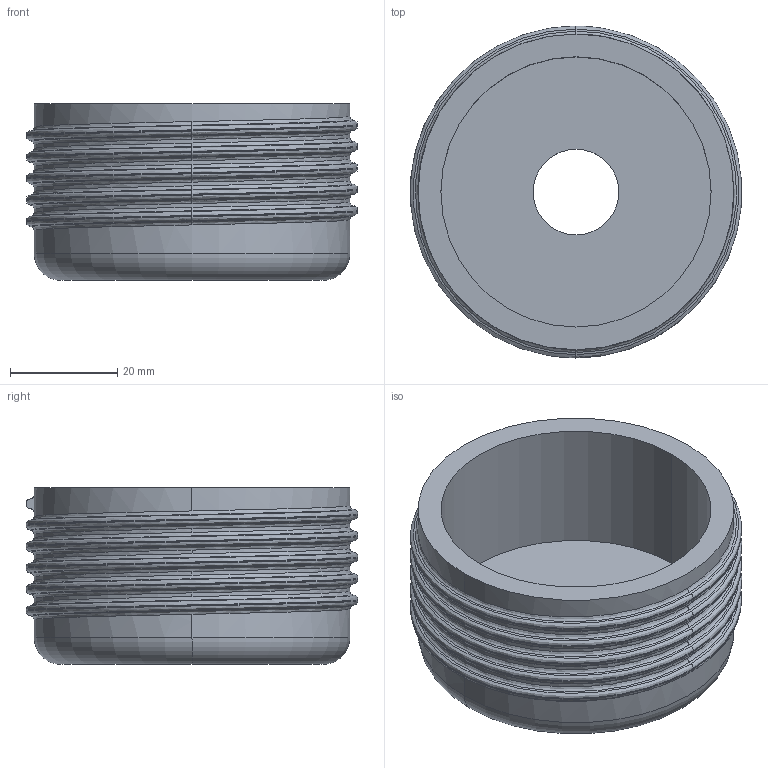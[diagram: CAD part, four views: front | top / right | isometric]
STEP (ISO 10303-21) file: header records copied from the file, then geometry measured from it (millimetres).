
FILE_DESCRIPTION(('CATIA V5 STEP Exchange'),'2;1');
FILE_NAME('BOS_V2_FILTER_RECEPTACLE.stp','2023-11-26T18:58:20+00:00',('none'),('none'),'CATIA Unofficial Packaging Version SP3','CATIA V5 STEP AP203','none');
FILE_SCHEMA(('CONFIG_CONTROL_DESIGN'));
Length unit declared in the file: millimetre
Products named in the file (1): BOS_V2_FILTER_RECEPTACLE
Bounding box: 61.82 x 62 x 33 mm (x, y, z)
Volume: 38898.7 mm3; surface area: 16902.7 mm2
Topology: 1 solids, 1 shells, 105 faces, 246 edges, 145 vertices
Faces by surface type: bspline 80, cylinder 17, plane 6, torus 2
Entity records: 4835 total; most frequent: CARTESIAN_POINT 3249, ORIENTED_EDGE 492, EDGE_CURVE 246, VERTEX_POINT 145, EDGE_LOOP 109, ADVANCED_FACE 105, FACE_OUTER_BOUND 105, B_SPLINE_CURVE_WITH_KNOTS 86
